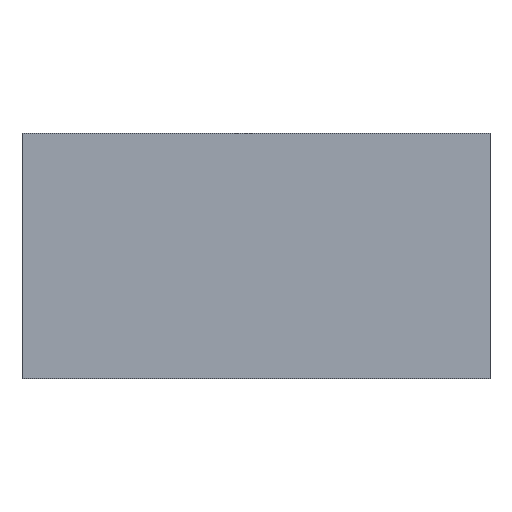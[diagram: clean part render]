
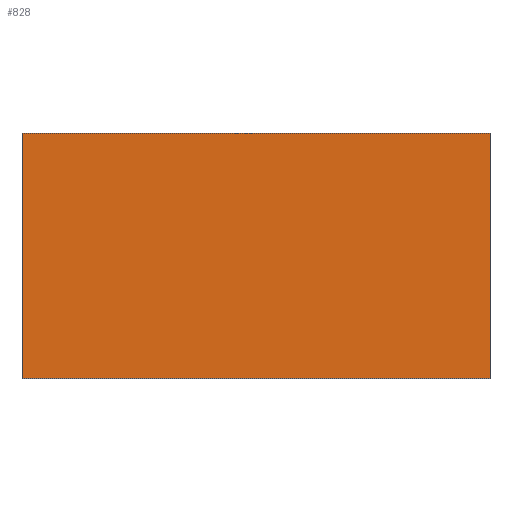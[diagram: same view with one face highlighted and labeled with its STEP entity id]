
A CAD part, top view. The second image highlights one B-rep face of the part: STEP entity #828.
In plain terms, the highlighted planar face has unit normal (0, 0, 1).
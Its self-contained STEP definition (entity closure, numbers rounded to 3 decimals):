
#152=ORIENTED_EDGE('',*,*,#175,.T.);
#153=ORIENTED_EDGE('',*,*,#181,.T.);
#154=ORIENTED_EDGE('',*,*,#186,.T.);
#155=ORIENTED_EDGE('',*,*,#190,.T.);
#175=EDGE_CURVE('',#248,#251,#299,.T.);
#181=EDGE_CURVE('',#251,#255,#305,.T.);
#186=EDGE_CURVE('',#255,#258,#310,.T.);
#190=EDGE_CURVE('',#258,#248,#314,.T.);
#248=VERTEX_POINT('',#1021);
#251=VERTEX_POINT('',#1026);
#255=VERTEX_POINT('',#1038);
#258=VERTEX_POINT('',#1048);
#299=LINE('',#1027,#375);
#305=LINE('',#1039,#381);
#310=LINE('',#1049,#386);
#314=LINE('',#1056,#390);
#375=VECTOR('',#879,1000.);
#381=VECTOR('',#889,1000.);
#386=VECTOR('',#898,1000.);
#390=VECTOR('',#906,1000.);
#481=EDGE_LOOP('',(#152,#153,#154,#155));
#519=FACE_BOUND('',#481,.T.);
#553=PLANE('',#867);
#828=ADVANCED_FACE('',(#519),#553,.T.);
#867=AXIS2_PLACEMENT_3D('',#1168,#1004,#1005);
#879=DIRECTION('',(1.,0.,0.));
#889=DIRECTION('',(0.,1.,0.));
#898=DIRECTION('',(-1.,0.,0.));
#906=DIRECTION('',(0.,-1.,0.));
#1004=DIRECTION('',(0.,0.,1.));
#1005=DIRECTION('',(1.,0.,0.));
#1021=CARTESIAN_POINT('',(-0.315,-0.165,0.279));
#1026=CARTESIAN_POINT('',(0.315,-0.165,0.279));
#1027=CARTESIAN_POINT('',(-0.315,-0.165,0.279));
#1038=CARTESIAN_POINT('',(0.315,0.165,0.279));
#1039=CARTESIAN_POINT('',(0.315,-0.165,0.279));
#1048=CARTESIAN_POINT('',(-0.315,0.165,0.279));
#1049=CARTESIAN_POINT('',(0.315,0.165,0.279));
#1056=CARTESIAN_POINT('',(-0.315,0.165,0.279));
#1168=CARTESIAN_POINT('',(0.,0.,0.279));
